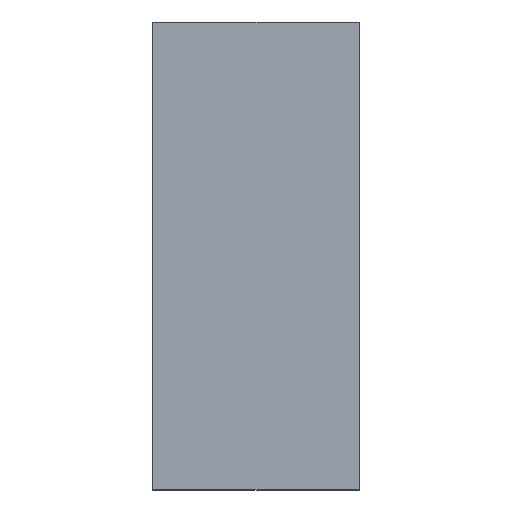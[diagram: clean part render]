
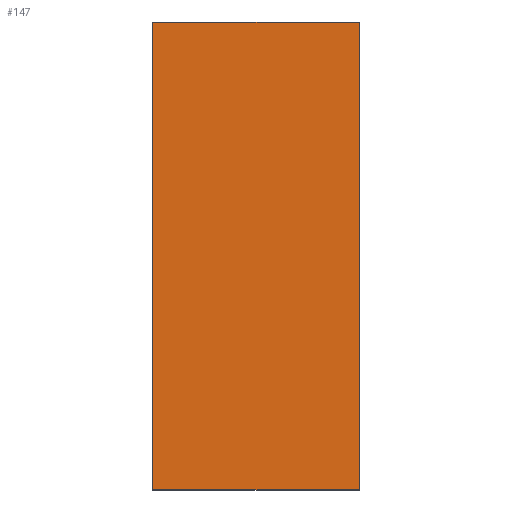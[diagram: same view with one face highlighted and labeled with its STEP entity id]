
A CAD part, left-side view. The second image highlights one B-rep face of the part: STEP entity #147.
In plain terms, the highlighted planar face has unit normal (-1, 0, 0).
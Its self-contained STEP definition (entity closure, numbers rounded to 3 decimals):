
#13 = VERTEX_POINT ( 'NONE', #312 ) ;
#32 = FACE_OUTER_BOUND ( 'NONE', #301, .T. ) ;
#64 = LINE ( 'NONE', #442, #66 ) ;
#66 = VECTOR ( 'NONE', #444, 1000. ) ;
#70 = LINE ( 'NONE', #445, #71 ) ;
#71 = VECTOR ( 'NONE', #446, 1000. ) ;
#85 = LINE ( 'NONE', #366, #88 ) ;
#88 = VECTOR ( 'NONE', #372, 1000. ) ;
#104 = LINE ( 'NONE', #391, #108 ) ;
#108 = VECTOR ( 'NONE', #406, 1000. ) ;
#122 = ORIENTED_EDGE ( 'NONE', *, *, #224, .T. ) ;
#128 = ORIENTED_EDGE ( 'NONE', *, *, #173, .F. ) ;
#147 = ADVANCED_FACE ( 'NONE', ( #32 ), #339, .F. ) ;
#163 = AXIS2_PLACEMENT_3D ( 'NONE', #334, #342, #343 ) ;
#173 = EDGE_CURVE ( 'NONE', #13, #285, #85, .T. ) ;
#205 = EDGE_CURVE ( 'NONE', #285, #297, #104, .T. ) ;
#224 = EDGE_CURVE ( 'NONE', #13, #296, #64, .T. ) ;
#236 = EDGE_CURVE ( 'NONE', #296, #297, #70, .T. ) ;
#285 = VERTEX_POINT ( 'NONE', #456 ) ;
#296 = VERTEX_POINT ( 'NONE', #469 ) ;
#297 = VERTEX_POINT ( 'NONE', #470 ) ;
#301 = EDGE_LOOP ( 'NONE', ( #523, #526, #128, #122 ) ) ;
#312 = CARTESIAN_POINT ( 'NONE',  ( -50., 15., -17. ) ) ;
#334 = CARTESIAN_POINT ( 'NONE',  ( -50., 15., 17. ) ) ;
#339 = PLANE ( 'NONE',  #163 ) ;
#342 = DIRECTION ( 'NONE',  ( 1., 0., 0. ) ) ;
#343 = DIRECTION ( 'NONE',  ( 0., 0., -1. ) ) ;
#366 = CARTESIAN_POINT ( 'NONE',  ( -50., 15., 17. ) ) ;
#372 = DIRECTION ( 'NONE',  ( 0., 0., 1. ) ) ;
#391 = CARTESIAN_POINT ( 'NONE',  ( -50., 15., 17. ) ) ;
#406 = DIRECTION ( 'NONE',  ( 0., -1., 0. ) ) ;
#442 = CARTESIAN_POINT ( 'NONE',  ( -50., 15., -17. ) ) ;
#444 = DIRECTION ( 'NONE',  ( 0., -1., 0. ) ) ;
#445 = CARTESIAN_POINT ( 'NONE',  ( -50., 0., 17. ) ) ;
#446 = DIRECTION ( 'NONE',  ( 0., 0., 1. ) ) ;
#456 = CARTESIAN_POINT ( 'NONE',  ( -50., 15., 17. ) ) ;
#469 = CARTESIAN_POINT ( 'NONE',  ( -50., 0., -17. ) ) ;
#470 = CARTESIAN_POINT ( 'NONE',  ( -50., 0., 17. ) ) ;
#523 = ORIENTED_EDGE ( 'NONE', *, *, #236, .T. ) ;
#526 = ORIENTED_EDGE ( 'NONE', *, *, #205, .F. ) ;
